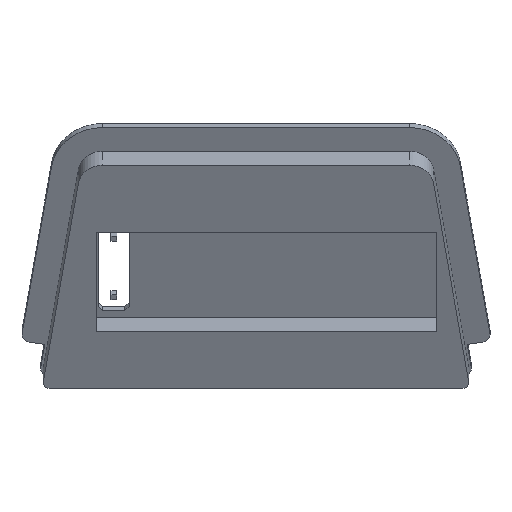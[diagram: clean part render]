
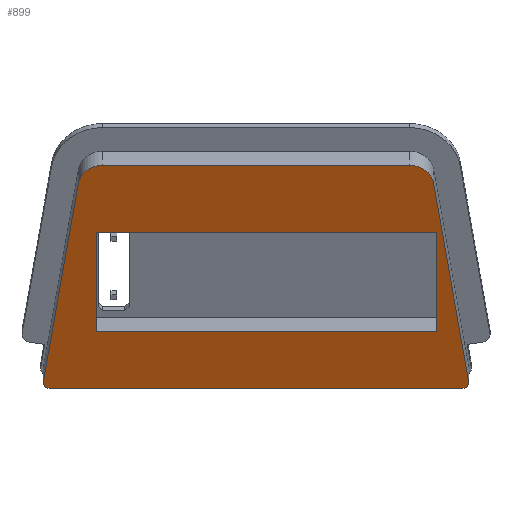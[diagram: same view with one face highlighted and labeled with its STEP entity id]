
A CAD part, top view. The second image highlights one B-rep face of the part: STEP entity #899.
In plain terms, the highlighted planar face has unit normal (0, -0.469, 0.883).
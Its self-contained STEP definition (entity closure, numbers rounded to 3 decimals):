
#17=FACE_BOUND('',#132,.T.);
#22=CIRCLE('',#961,2.8);
#24=CIRCLE('',#965,0.8);
#26=CIRCLE('',#969,0.8);
#28=CIRCLE('',#973,2.8);
#81=FACE_OUTER_BOUND('',#131,.T.);
#131=EDGE_LOOP('',(#679,#680,#681,#682,#683,#684,#685,#686));
#132=EDGE_LOOP('',(#687,#688,#689,#690));
#187=LINE('',#1326,#293);
#190=LINE('',#1332,#296);
#193=LINE('',#1338,#299);
#196=LINE('',#1342,#302);
#199=LINE('',#1350,#305);
#203=LINE('',#1362,#309);
#207=LINE('',#1374,#313);
#211=LINE('',#1386,#317);
#293=VECTOR('',#1069,10.);
#296=VECTOR('',#1074,10.);
#299=VECTOR('',#1079,10.);
#302=VECTOR('',#1084,10.);
#305=VECTOR('',#1089,10.);
#309=VECTOR('',#1101,10.);
#313=VECTOR('',#1113,10.);
#317=VECTOR('',#1125,10.);
#391=VERTEX_POINT('',#1323);
#392=VERTEX_POINT('',#1325);
#394=VERTEX_POINT('',#1331);
#396=VERTEX_POINT('',#1337);
#399=VERTEX_POINT('',#1347);
#400=VERTEX_POINT('',#1349);
#402=VERTEX_POINT('',#1355);
#404=VERTEX_POINT('',#1361);
#406=VERTEX_POINT('',#1367);
#408=VERTEX_POINT('',#1373);
#410=VERTEX_POINT('',#1379);
#412=VERTEX_POINT('',#1385);
#483=EDGE_CURVE('',#392,#391,#187,.T.);
#486=EDGE_CURVE('',#394,#392,#190,.T.);
#489=EDGE_CURVE('',#396,#394,#193,.T.);
#492=EDGE_CURVE('',#391,#396,#196,.T.);
#495=EDGE_CURVE('',#400,#399,#199,.T.);
#498=EDGE_CURVE('',#402,#400,#22,.T.);
#501=EDGE_CURVE('',#404,#402,#203,.T.);
#504=EDGE_CURVE('',#406,#404,#24,.T.);
#507=EDGE_CURVE('',#408,#406,#207,.T.);
#510=EDGE_CURVE('',#410,#408,#26,.T.);
#513=EDGE_CURVE('',#412,#410,#211,.T.);
#516=EDGE_CURVE('',#399,#412,#28,.T.);
#679=ORIENTED_EDGE('',*,*,#516,.T.);
#680=ORIENTED_EDGE('',*,*,#513,.T.);
#681=ORIENTED_EDGE('',*,*,#510,.T.);
#682=ORIENTED_EDGE('',*,*,#507,.T.);
#683=ORIENTED_EDGE('',*,*,#504,.T.);
#684=ORIENTED_EDGE('',*,*,#501,.T.);
#685=ORIENTED_EDGE('',*,*,#498,.T.);
#686=ORIENTED_EDGE('',*,*,#495,.T.);
#687=ORIENTED_EDGE('',*,*,#492,.T.);
#688=ORIENTED_EDGE('',*,*,#489,.T.);
#689=ORIENTED_EDGE('',*,*,#486,.T.);
#690=ORIENTED_EDGE('',*,*,#483,.T.);
#855=PLANE('',#974);
#899=ADVANCED_FACE('',(#81,#17),#855,.T.);
#961=AXIS2_PLACEMENT_3D('',#1356,#1095,#1096);
#965=AXIS2_PLACEMENT_3D('',#1368,#1107,#1108);
#969=AXIS2_PLACEMENT_3D('',#1380,#1119,#1120);
#973=AXIS2_PLACEMENT_3D('',#1390,#1131,#1132);
#974=AXIS2_PLACEMENT_3D('',#1391,#1133,#1134);
#1069=DIRECTION('',(-1.,0.,0.));
#1074=DIRECTION('',(0.,-0.883,-0.469));
#1079=DIRECTION('',(1.,0.,0.));
#1084=DIRECTION('',(0.,0.883,0.469));
#1089=DIRECTION('',(-1.,0.,0.));
#1095=DIRECTION('center_axis',(0.,-0.469,
0.883));
#1096=DIRECTION('ref_axis',(0.988,0.136,0.073));
#1101=DIRECTION('',(-0.154,0.872,0.464));
#1107=DIRECTION('center_axis',(0.,-0.469,
0.883));
#1108=DIRECTION('ref_axis',(0.,-0.883,-0.469));
#1113=DIRECTION('',(1.,0.,0.));
#1119=DIRECTION('center_axis',(0.,-0.469,
0.883));
#1120=DIRECTION('ref_axis',(-0.988,0.136,0.073));
#1125=DIRECTION('',(-0.154,-0.872,-0.464));
#1131=DIRECTION('center_axis',(0.,-0.469,
0.883));
#1132=DIRECTION('ref_axis',(0.,0.883,0.469));
#1133=DIRECTION('center_axis',(0.,-0.469,
0.883));
#1134=DIRECTION('ref_axis',(1.,0.,0.));
#1323=CARTESIAN_POINT('',(-18.85,25.842,35.911));
#1325=CARTESIAN_POINT('',(20.25,25.842,35.911));
#1326=CARTESIAN_POINT('',(-18.85,25.842,35.911));
#1331=CARTESIAN_POINT('',(20.25,37.232,41.967));
#1332=CARTESIAN_POINT('',(20.25,25.842,35.911));
#1337=CARTESIAN_POINT('',(-18.85,37.232,41.967));
#1338=CARTESIAN_POINT('',(20.25,37.232,41.967));
#1342=CARTESIAN_POINT('',(-18.85,37.232,41.967));
#1347=CARTESIAN_POINT('',(-18.147,44.912,46.051));
#1349=CARTESIAN_POINT('',(17.14,44.912,46.051));
#1350=CARTESIAN_POINT('',(-18.147,44.912,46.051));
#1355=CARTESIAN_POINT('',(19.906,42.822,44.94));
#1356=CARTESIAN_POINT('Origin',(17.14,42.44,44.736));
#1361=CARTESIAN_POINT('',(23.929,20.101,32.859));
#1362=CARTESIAN_POINT('',(19.906,42.822,44.94));
#1367=CARTESIAN_POINT('',(23.139,19.285,32.425));
#1368=CARTESIAN_POINT('Origin',(23.139,19.992,32.801));
#1373=CARTESIAN_POINT('',(-24.146,19.285,32.425));
#1374=CARTESIAN_POINT('',(23.139,19.285,32.425));
#1379=CARTESIAN_POINT('',(-24.936,20.101,32.859));
#1380=CARTESIAN_POINT('Origin',(-24.146,19.992,32.801));
#1385=CARTESIAN_POINT('',(-20.913,42.822,44.94));
#1386=CARTESIAN_POINT('',(-24.936,20.101,32.859));
#1390=CARTESIAN_POINT('Origin',(-18.147,42.44,44.736));
#1391=CARTESIAN_POINT('Origin',(-0.504,32.099,39.238));
